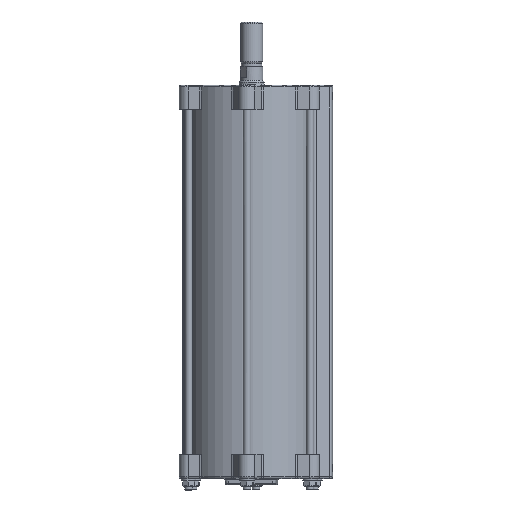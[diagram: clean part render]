
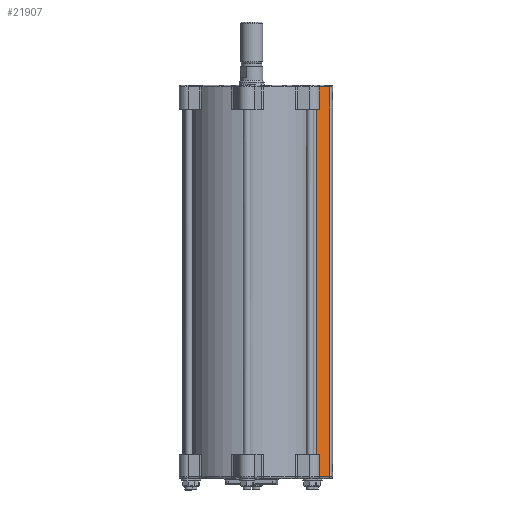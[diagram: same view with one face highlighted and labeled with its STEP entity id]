
A CAD part, front view. The second image highlights one B-rep face of the part: STEP entity #21907.
In plain terms, the highlighted planar face has unit normal (0.281, -0.96, 0).
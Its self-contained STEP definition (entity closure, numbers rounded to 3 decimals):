
#1285=LINE('',#38807,#1925);
#1326=LINE('',#39078,#1966);
#1329=LINE('',#39087,#1969);
#1330=LINE('',#39088,#1970);
#1925=VECTOR('',#28460,10.);
#1966=VECTOR('',#28761,10.);
#1969=VECTOR('',#28770,10.);
#1970=VECTOR('',#28771,10.);
#3092=PLANE('',#24150);
#4383=FACE_OUTER_BOUND('',#6038,.T.);
#6038=EDGE_LOOP('',(#16134,#16135,#16136,#16137));
#9571=VERTEX_POINT('',#38801);
#9572=VERTEX_POINT('',#38805);
#9629=VERTEX_POINT('',#39076);
#9632=VERTEX_POINT('',#39086);
#11859=EDGE_CURVE('',#9572,#9571,#1285,.T.);
#11977=EDGE_CURVE('',#9629,#9572,#1326,.T.);
#11981=EDGE_CURVE('',#9632,#9629,#1329,.T.);
#11982=EDGE_CURVE('',#9571,#9632,#1330,.T.);
#16134=ORIENTED_EDGE('',*,*,#11977,.F.);
#16135=ORIENTED_EDGE('',*,*,#11981,.F.);
#16136=ORIENTED_EDGE('',*,*,#11982,.F.);
#16137=ORIENTED_EDGE('',*,*,#11859,.F.);
#21907=ADVANCED_FACE('',(#4383),#3092,.T.);
#24150=AXIS2_PLACEMENT_3D('',#39085,#28768,#28769);
#28460=DIRECTION('',(-0.96,-0.281,0.));
#28761=DIRECTION('',(0.,0.,-1.));
#28768=DIRECTION('center_axis',(0.281,-0.96,0.));
#28769=DIRECTION('ref_axis',(0.96,0.281,0.));
#28770=DIRECTION('',(0.96,0.281,0.));
#28771=DIRECTION('',(0.,0.,1.));
#38801=CARTESIAN_POINT('',(304.607,-74.381,-214.473));
#38805=CARTESIAN_POINT('',(326.534,-67.972,-214.473));
#38807=CARTESIAN_POINT('',(273.238,-83.551,-214.473));
#39076=CARTESIAN_POINT('',(326.534,-67.972,413.027));
#39078=CARTESIAN_POINT('',(326.534,-67.972,377.027));
#39085=CARTESIAN_POINT('Origin',(297.209,-76.544,377.027));
#39086=CARTESIAN_POINT('',(304.607,-74.381,413.027));
#39087=CARTESIAN_POINT('',(256.895,-88.327,413.027));
#39088=CARTESIAN_POINT('',(304.607,-74.381,415.527));
